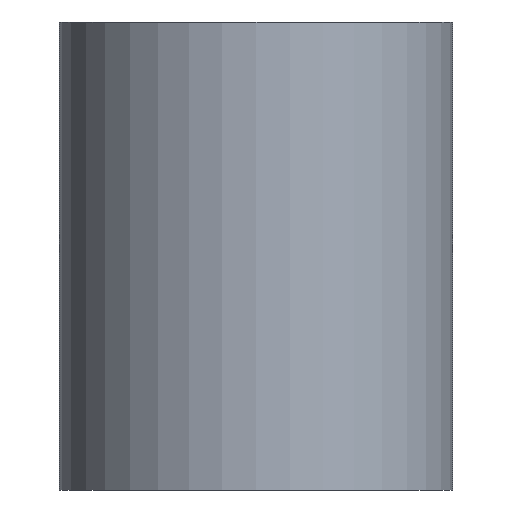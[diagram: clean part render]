
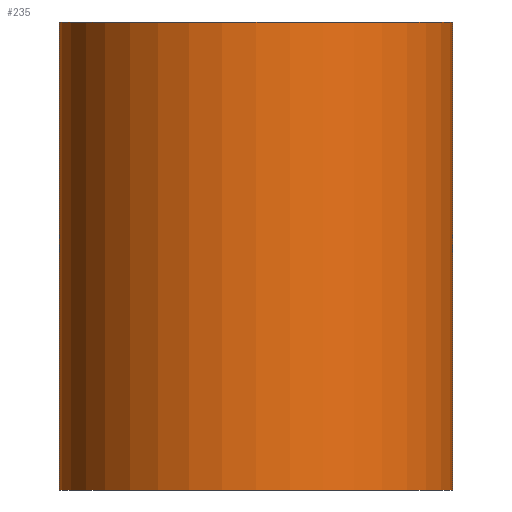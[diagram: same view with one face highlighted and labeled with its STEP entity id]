
A CAD part, front view. The second image highlights one B-rep face of the part: STEP entity #235.
In plain terms, the highlighted cylindrical face has radius 10.668 mm (diameter 21.336 mm), a partial arc.
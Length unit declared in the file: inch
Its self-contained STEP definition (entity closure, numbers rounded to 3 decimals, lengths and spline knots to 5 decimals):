
#2 = ORIENTED_EDGE ( 'NONE', *, *, #55, .T. ) ;
#6 = VECTOR ( 'NONE', #154, 39.37008 ) ;
#16 = CARTESIAN_POINT ( 'NONE',  ( 0., 0., 1. ) ) ;
#18 = CARTESIAN_POINT ( 'NONE',  ( 0., 0., 1. ) ) ;
#25 = CIRCLE ( 'NONE', #35, 0.42 ) ;
#35 = AXIS2_PLACEMENT_3D ( 'NONE', #314, #156, #266 ) ;
#54 = EDGE_LOOP ( 'NONE', ( #308, #171, #279, #2 ) ) ;
#55 = EDGE_CURVE ( 'NONE', #341, #70, #25, .T. ) ;
#64 = CARTESIAN_POINT ( 'NONE',  ( 0.42, 0., 0. ) ) ;
#66 = CARTESIAN_POINT ( 'NONE',  ( 0.42, 0., 1. ) ) ;
#70 = VERTEX_POINT ( 'NONE', #64 ) ;
#79 = DIRECTION ( 'NONE',  ( -1., 0., 0. ) ) ;
#89 = EDGE_CURVE ( 'NONE', #160, #341, #312, .T. ) ;
#94 = VERTEX_POINT ( 'NONE', #337 ) ;
#96 = AXIS2_PLACEMENT_3D ( 'NONE', #18, #347, #209 ) ;
#108 = VECTOR ( 'NONE', #125, 39.37008 ) ;
#125 = DIRECTION ( 'NONE',  ( 0., 0., -1. ) ) ;
#146 = CYLINDRICAL_SURFACE ( 'NONE', #282, 0.42 ) ;
#154 = DIRECTION ( 'NONE',  ( 0., 0., -1. ) ) ;
#156 = DIRECTION ( 'NONE',  ( 0., 0., 1. ) ) ;
#160 = VERTEX_POINT ( 'NONE', #340 ) ;
#161 = DIRECTION ( 'NONE',  ( 0., 0., -1. ) ) ;
#162 = EDGE_CURVE ( 'NONE', #94, #70, #216, .T. ) ;
#169 = CIRCLE ( 'NONE', #96, 0.42 ) ;
#171 = ORIENTED_EDGE ( 'NONE', *, *, #302, .F. ) ;
#179 = CARTESIAN_POINT ( 'NONE',  ( -0.42, 0., 1. ) ) ;
#209 = DIRECTION ( 'NONE',  ( 1., 0., 0. ) ) ;
#216 = LINE ( 'NONE', #66, #108 ) ;
#235 = ADVANCED_FACE ( 'NONE', ( #254 ), #146, .T. ) ;
#254 = FACE_OUTER_BOUND ( 'NONE', #54, .T. ) ;
#266 = DIRECTION ( 'NONE',  ( 1., 0., 0. ) ) ;
#279 = ORIENTED_EDGE ( 'NONE', *, *, #89, .T. ) ;
#282 = AXIS2_PLACEMENT_3D ( 'NONE', #16, #161, #79 ) ;
#302 = EDGE_CURVE ( 'NONE', #160, #94, #169, .T. ) ;
#308 = ORIENTED_EDGE ( 'NONE', *, *, #162, .F. ) ;
#312 = LINE ( 'NONE', #179, #6 ) ;
#314 = CARTESIAN_POINT ( 'NONE',  ( 0., 0., 0. ) ) ;
#320 = CARTESIAN_POINT ( 'NONE',  ( -0.42, 0., 0. ) ) ;
#337 = CARTESIAN_POINT ( 'NONE',  ( 0.42, 0., 1. ) ) ;
#340 = CARTESIAN_POINT ( 'NONE',  ( -0.42, 0., 1. ) ) ;
#341 = VERTEX_POINT ( 'NONE', #320 ) ;
#347 = DIRECTION ( 'NONE',  ( 0., 0., 1. ) ) ;
